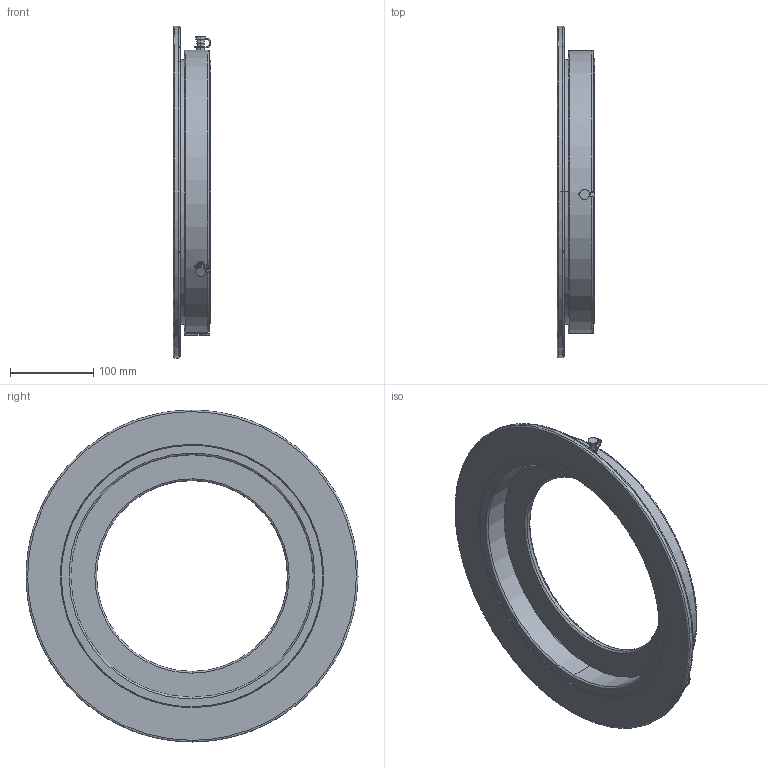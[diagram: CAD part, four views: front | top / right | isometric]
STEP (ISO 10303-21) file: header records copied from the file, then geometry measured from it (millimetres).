
FILE_DESCRIPTION (( 'STEP AP214' ), '1' );
FILE_NAME ('0012065_400L.stp', '2016-04-12T07:06:26', ( '' ), ( '' ), 'SwSTEP 2.0', 'SolidWorks 2016', '' );
FILE_SCHEMA (( 'AUTOMOTIVE_DESIGN' ));
Length unit declared in the file: millimetre
Products named in the file (1): 0012065_400L
Bounding box: 45.08 x 400 x 400 mm (x, y, z)
Volume: 1456181.8 mm3; surface area: 306105.2 mm2
Topology: 7 solids, 7 shells, 311 faces, 810 edges, 530 vertices
Faces by surface type: cylinder 85, cone 78, plane 75, bspline 56, torus 17
Entity records: 15742 total; most frequent: CARTESIAN_POINT 8608, ORIENTED_EDGE 1608, DIRECTION 1295, EDGE_CURVE 804, AXIS2_PLACEMENT_3D 548, VERTEX_POINT 530, EDGE_LOOP 348, FACE_OUTER_BOUND 311
